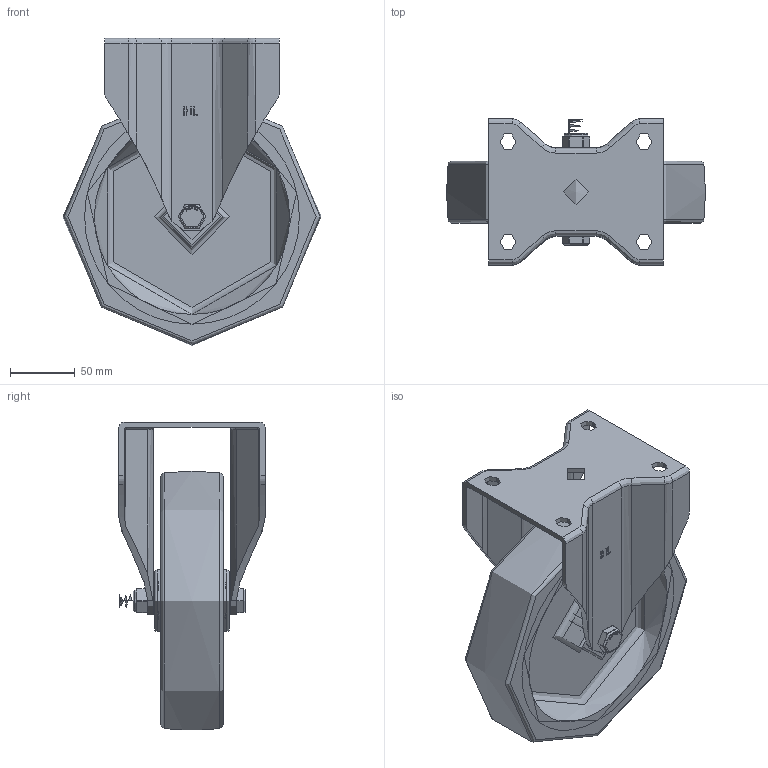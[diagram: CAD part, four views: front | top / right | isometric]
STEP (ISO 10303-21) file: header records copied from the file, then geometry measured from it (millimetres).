
FILE_DESCRIPTION(/* description */ ('','CAx-IF Rec.Pracs.---Representation and Presentation of Product Manufacturing Information (PMI)---4.0---2014-10-13'),/* implementation_level */ '2;1');
FILE_NAME(/* name */ 'SSPHF200NPB.step',/* time_stamp */ '2024-12-03T14:18:58Z',/* author */ (''),/* organization */ (''),/* preprocessor_version */ 'ST-DEVELOPER v20',/* originating_system */ 'Autodesk Translation Framework v13.20.0.188',/* authorisation */ '');
FILE_SCHEMA (('AP242_MANAGED_MODEL_BASED_3D_ENGINEERING_MIM_LF { 1 0 10303 442 1 1 4 }'));
Length unit declared in the file: millimetre
Products named in the file (20): SSPHF200NPB; SSPHF200AS v1; STAINLESS STEEL BRACKET; BZH200WNPRB v1; POLYURETHANE TYRE; NYLON RIM; NYLON RIM Geometry; CAP; ROLLER BEARING; CAGE; Pattern; Component1; TUBEM20X60SS v1; STAINLESS STEEL TUBE; BOLTM12X90A2 v2; STAINLESS STEEL BOLT; NM12NYA2THIN v1; NYLOC STAINLESS STEEL NUT; NUT; RUBBER
Assembly tree (26 placements, depth 5):
  SSPHF200NPB
    SSPHF200AS v1
      STAINLESS STEEL BRACKET
    BZH200WNPRB v1
      POLYURETHANE TYRE
      NYLON RIM
        NYLON RIM Geometry
        CAP
      ROLLER BEARING
        CAGE
        Pattern
          Component1  x8
    TUBEM20X60SS v1
      STAINLESS STEEL TUBE
    BOLTM12X90A2 v2
      STAINLESS STEEL BOLT
    NM12NYA2THIN v1
      NYLOC STAINLESS STEEL NUT
        NUT
        RUBBER
Bounding box: 200 x 113 x 237.87 mm (x, y, z)
Volume: 1034526.4 mm3; surface area: 290055.4 mm2
Topology: 17 solids, 17 shells, 483 faces, 1210 edges, 759 vertices
Faces by surface type: plane 190, cylinder 173, bspline 63, torus 28, sphere 24, cone 5
Full cylindrical faces by diameter (mm): 7.5 x8, 9.836 x18, 11.834 x18, 12 x3, 12.5 x3, 14 x2, 17.75 x1, 18.5 x1, 19.5 x1, 19.9 x1, 20 x1, 20.5 x1, 21 x1, 34 x1, 35 x1, 36 x2, 47.5 x2, 151 x2, 166 x2
Entity records: 21341 total; most frequent: CARTESIAN_POINT 9838, ORIENTED_EDGE 2366, DIRECTION 2211, EDGE_CURVE 1183, AXIS2_PLACEMENT_3D 818, VERTEX_POINT 745, LINE 575, VECTOR 575
